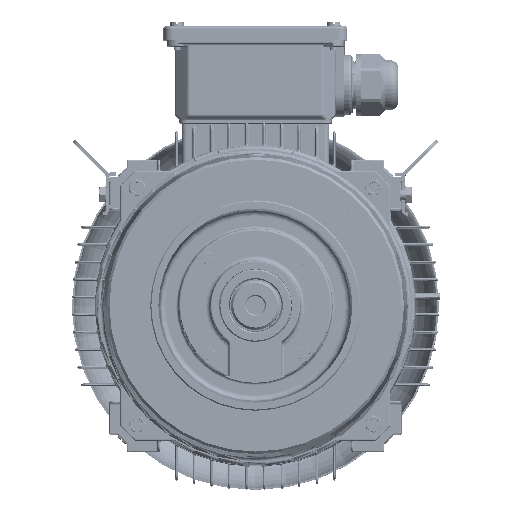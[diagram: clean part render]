
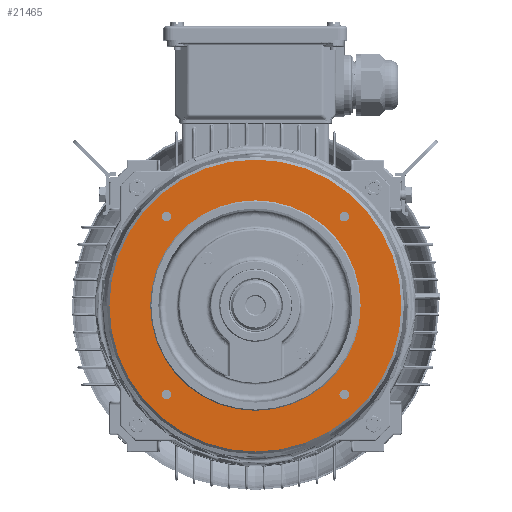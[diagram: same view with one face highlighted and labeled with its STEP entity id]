
A CAD part, top view. The second image highlights one B-rep face of the part: STEP entity #21465.
In plain terms, the highlighted planar face has unit normal (0, 0, 1).
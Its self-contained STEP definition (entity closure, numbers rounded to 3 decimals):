
#12159=PLANE('',#153665);
#13874=FACE_BOUND('',#40349,.T.);
#13875=FACE_BOUND('',#40350,.T.);
#13876=FACE_BOUND('',#40351,.T.);
#13877=FACE_BOUND('',#40352,.T.);
#13878=FACE_BOUND('',#40353,.T.);
#13879=FACE_BOUND('',#40354,.T.);
#21465=ADVANCED_FACE('',(#13874,#13875,#13876,#13877,#13878,#13879),#12159,
 .T.);
#40349=EDGE_LOOP('',(#102539));
#40350=EDGE_LOOP('',(#102540,#102541));
#40351=EDGE_LOOP('',(#102542,#102543));
#40352=EDGE_LOOP('',(#102544));
#40353=EDGE_LOOP('',(#102545,#102546));
#40354=EDGE_LOOP('',(#102547,#102548));
#102539=ORIENTED_EDGE('',*,*,#137451,.T.);
#102540=ORIENTED_EDGE('',*,*,#137452,.F.);
#102541=ORIENTED_EDGE('',*,*,#137453,.F.);
#102542=ORIENTED_EDGE('',*,*,#137454,.F.);
#102543=ORIENTED_EDGE('',*,*,#137455,.F.);
#102544=ORIENTED_EDGE('',*,*,#137456,.F.);
#102545=ORIENTED_EDGE('',*,*,#137457,.T.);
#102546=ORIENTED_EDGE('',*,*,#137458,.T.);
#102547=ORIENTED_EDGE('',*,*,#137459,.T.);
#102548=ORIENTED_EDGE('',*,*,#137460,.T.);
#117437=VERTEX_POINT('',#287746);
#117438=VERTEX_POINT('',#287748);
#117439=VERTEX_POINT('',#287749);
#117440=VERTEX_POINT('',#287752);
#117441=VERTEX_POINT('',#287753);
#117442=VERTEX_POINT('',#287756);
#117443=VERTEX_POINT('',#287758);
#117444=VERTEX_POINT('',#287759);
#117445=VERTEX_POINT('',#287762);
#117446=VERTEX_POINT('',#287763);
#137451=EDGE_CURVE('',#117437,#117437,#142622,.T.);
#137452=EDGE_CURVE('',#117438,#117439,#142623,.T.);
#137453=EDGE_CURVE('',#117439,#117438,#142624,.T.);
#137454=EDGE_CURVE('',#117440,#117441,#142625,.T.);
#137455=EDGE_CURVE('',#117441,#117440,#142626,.T.);
#137456=EDGE_CURVE('',#117442,#117442,#142627,.T.);
#137457=EDGE_CURVE('',#117443,#117444,#142628,.T.);
#137458=EDGE_CURVE('',#117444,#117443,#142629,.T.);
#137459=EDGE_CURVE('',#117445,#117446,#142630,.T.);
#137460=EDGE_CURVE('',#117446,#117445,#142631,.T.);
#142622=CIRCLE('',#153655,124.862);
#142623=CIRCLE('',#153656,4.1);
#142624=CIRCLE('',#153657,4.1);
#142625=CIRCLE('',#153658,4.1);
#142626=CIRCLE('',#153659,4.1);
#142627=CIRCLE('',#153660,90.);
#142628=CIRCLE('',#153661,4.1);
#142629=CIRCLE('',#153662,4.1);
#142630=CIRCLE('',#153663,4.1);
#142631=CIRCLE('',#153664,4.1);
#153655=AXIS2_PLACEMENT_3D('',#287745,#186780,#186781);
#153656=AXIS2_PLACEMENT_3D('',#287747,#186782,#186783);
#153657=AXIS2_PLACEMENT_3D('',#287750,#186784,#186785);
#153658=AXIS2_PLACEMENT_3D('',#287751,#186786,#186787);
#153659=AXIS2_PLACEMENT_3D('',#287754,#186788,#186789);
#153660=AXIS2_PLACEMENT_3D('',#287755,#186790,#186791);
#153661=AXIS2_PLACEMENT_3D('',#287757,#186792,#186793);
#153662=AXIS2_PLACEMENT_3D('',#287760,#186794,#186795);
#153663=AXIS2_PLACEMENT_3D('',#287761,#186796,#186797);
#153664=AXIS2_PLACEMENT_3D('',#287764,#186798,#186799);
#153665=AXIS2_PLACEMENT_3D('',#287765,#186800,#186801);
#186780=DIRECTION('',(0.,0.,1.));
#186781=DIRECTION('',(-1.,0.,0.));
#186782=DIRECTION('',(0.,0.,1.));
#186783=DIRECTION('',(-1.,0.,0.));
#186784=DIRECTION('',(0.,0.,1.));
#186785=DIRECTION('',(-1.,0.,0.));
#186786=DIRECTION('',(0.,0.,1.));
#186787=DIRECTION('',(-1.,0.,0.));
#186788=DIRECTION('',(0.,0.,1.));
#186789=DIRECTION('',(-1.,0.,0.));
#186790=DIRECTION('',(0.,0.,1.));
#186791=DIRECTION('',(-1.,0.,0.));
#186792=DIRECTION('',(0.,0.,-1.));
#186793=DIRECTION('',(-1.,0.,0.));
#186794=DIRECTION('',(0.,0.,-1.));
#186795=DIRECTION('',(-1.,0.,0.));
#186796=DIRECTION('',(0.,0.,-1.));
#186797=DIRECTION('',(-1.,0.,0.));
#186798=DIRECTION('',(0.,0.,-1.));
#186799=DIRECTION('',(-1.,0.,0.));
#186800=DIRECTION('',(0.,0.,1.));
#186801=DIRECTION('',(1.,0.,0.));
#287745=CARTESIAN_POINT('',(0.,-2.582,213.457));
#287746=CARTESIAN_POINT('',(-124.862,-2.582,213.457));
#287747=CARTESIAN_POINT('',(76.009,73.426,213.457));
#287748=CARTESIAN_POINT('',(71.909,73.426,213.457));
#287749=CARTESIAN_POINT('',(80.109,73.426,213.457));
#287750=CARTESIAN_POINT('',(76.009,73.426,213.457));
#287751=CARTESIAN_POINT('',(-76.015,73.433,213.457));
#287752=CARTESIAN_POINT('',(-80.115,73.433,213.457));
#287753=CARTESIAN_POINT('',(-71.915,73.433,213.457));
#287754=CARTESIAN_POINT('',(-76.015,73.433,213.457));
#287755=CARTESIAN_POINT('',(0.,-2.582,213.457));
#287756=CARTESIAN_POINT('',(-90.,-2.582,213.457));
#287757=CARTESIAN_POINT('',(76.009,-78.591,213.457));
#287758=CARTESIAN_POINT('',(71.909,-78.591,213.457));
#287759=CARTESIAN_POINT('',(80.109,-78.591,213.457));
#287760=CARTESIAN_POINT('',(76.009,-78.591,213.457));
#287761=CARTESIAN_POINT('',(-76.015,-78.597,213.457));
#287762=CARTESIAN_POINT('',(-80.115,-78.597,213.457));
#287763=CARTESIAN_POINT('',(-71.915,-78.597,213.457));
#287764=CARTESIAN_POINT('',(-76.015,-78.597,213.457));
#287765=CARTESIAN_POINT('',(0.,87.418,213.457));
